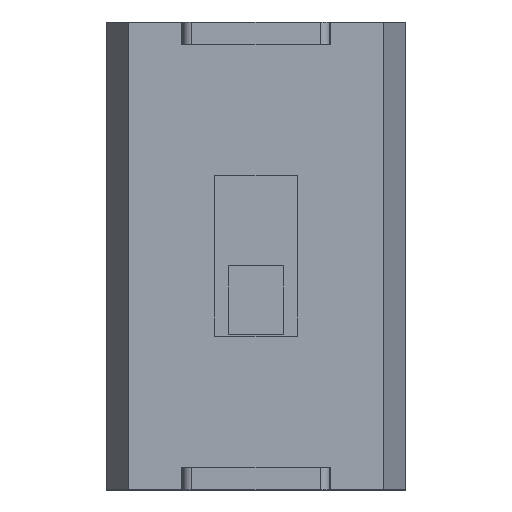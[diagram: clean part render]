
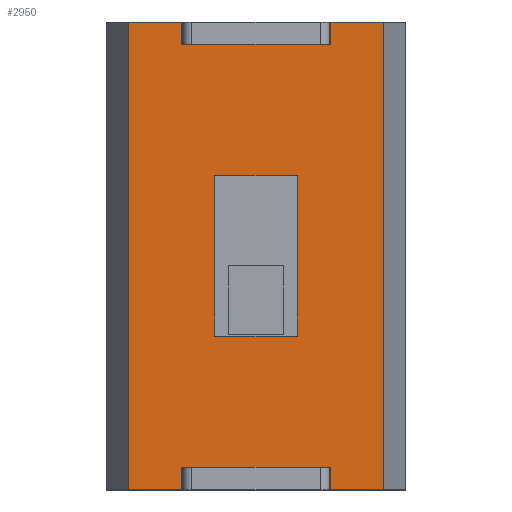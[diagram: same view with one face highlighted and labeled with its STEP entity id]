
A CAD part, top view. The second image highlights one B-rep face of the part: STEP entity #2950.
In plain terms, the highlighted planar face has unit normal (0, 0, 1).
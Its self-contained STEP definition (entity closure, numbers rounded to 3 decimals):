
#254=ORIENTED_EDGE('',*,*,#764,.F.);
#255=ORIENTED_EDGE('',*,*,#762,.F.);
#256=ORIENTED_EDGE('',*,*,#760,.F.);
#257=ORIENTED_EDGE('',*,*,#757,.F.);
#258=ORIENTED_EDGE('',*,*,#708,.T.);
#259=ORIENTED_EDGE('',*,*,#789,.T.);
#260=ORIENTED_EDGE('',*,*,#699,.F.);
#261=ORIENTED_EDGE('',*,*,#790,.F.);
#262=ORIENTED_EDGE('',*,*,#675,.T.);
#263=ORIENTED_EDGE('',*,*,#791,.T.);
#264=ORIENTED_EDGE('',*,*,#792,.T.);
#265=ORIENTED_EDGE('',*,*,#793,.T.);
#266=ORIENTED_EDGE('',*,*,#679,.T.);
#267=ORIENTED_EDGE('',*,*,#794,.T.);
#268=ORIENTED_EDGE('',*,*,#683,.F.);
#269=ORIENTED_EDGE('',*,*,#795,.T.);
#675=EDGE_CURVE('',#965,#967,#1151,.T.);
#679=EDGE_CURVE('',#968,#970,#1155,.T.);
#683=EDGE_CURVE('',#974,#972,#1159,.T.);
#699=EDGE_CURVE('',#988,#986,#1171,.T.);
#708=EDGE_CURVE('',#998,#997,#1178,.T.);
#757=EDGE_CURVE('',#1031,#1032,#1227,.T.);
#760=EDGE_CURVE('',#1032,#1033,#1230,.T.);
#762=EDGE_CURVE('',#1033,#1034,#1232,.T.);
#764=EDGE_CURVE('',#1034,#1031,#1234,.T.);
#789=EDGE_CURVE('',#997,#986,#1259,.T.);
#790=EDGE_CURVE('',#965,#988,#1260,.T.);
#791=EDGE_CURVE('',#967,#1051,#1261,.T.);
#792=EDGE_CURVE('',#1051,#1052,#1262,.T.);
#793=EDGE_CURVE('',#1052,#968,#1263,.T.);
#794=EDGE_CURVE('',#970,#972,#1264,.T.);
#795=EDGE_CURVE('',#974,#998,#1265,.T.);
#965=VERTEX_POINT('',#3807);
#967=VERTEX_POINT('',#3811);
#968=VERTEX_POINT('',#3815);
#970=VERTEX_POINT('',#3819);
#972=VERTEX_POINT('',#3824);
#974=VERTEX_POINT('',#3828);
#986=VERTEX_POINT('',#3856);
#988=VERTEX_POINT('',#3860);
#997=VERTEX_POINT('',#3879);
#998=VERTEX_POINT('',#3881);
#1031=VERTEX_POINT('',#3982);
#1032=VERTEX_POINT('',#3983);
#1033=VERTEX_POINT('',#3988);
#1034=VERTEX_POINT('',#3992);
#1051=VERTEX_POINT('',#4050);
#1052=VERTEX_POINT('',#4052);
#1151=LINE('',#3812,#1431);
#1155=LINE('',#3820,#1435);
#1159=LINE('',#3829,#1439);
#1171=LINE('',#3861,#1451);
#1178=LINE('',#3880,#1458);
#1227=LINE('',#3981,#1507);
#1230=LINE('',#3987,#1510);
#1232=LINE('',#3991,#1512);
#1234=LINE('',#3995,#1514);
#1259=LINE('',#4047,#1539);
#1260=LINE('',#4048,#1540);
#1261=LINE('',#4049,#1541);
#1262=LINE('',#4051,#1542);
#1263=LINE('',#4053,#1543);
#1264=LINE('',#4054,#1544);
#1265=LINE('',#4055,#1545);
#1431=VECTOR('',#3229,1000.);
#1435=VECTOR('',#3235,1000.);
#1439=VECTOR('',#3241,1000.);
#1451=VECTOR('',#3265,1000.);
#1458=VECTOR('',#3278,1000.);
#1507=VECTOR('',#3365,1000.);
#1510=VECTOR('',#3370,1000.);
#1512=VECTOR('',#3374,1000.);
#1514=VECTOR('',#3378,1000.);
#1539=VECTOR('',#3425,1000.);
#1540=VECTOR('',#3426,1000.);
#1541=VECTOR('',#3427,1000.);
#1542=VECTOR('',#3428,1000.);
#1543=VECTOR('',#3429,1000.);
#1544=VECTOR('',#3430,1000.);
#1545=VECTOR('',#3431,1000.);
#1720=EDGE_LOOP('',(#254,#255,#256,#257));
#1721=EDGE_LOOP('',(#258,#259,#260,#261,#262,#263,#264,#265,#266,#267,#268,
#269));
#1850=FACE_BOUND('',#1720,.T.);
#1851=FACE_BOUND('',#1721,.T.);
#1979=PLANE('',#3087);
#2950=ADVANCED_FACE('',(#1850,#1851),#1979,.F.);
#3087=AXIS2_PLACEMENT_3D('',#4046,#3423,#3424);
#3229=DIRECTION('',(-1.,0.,0.));
#3235=DIRECTION('',(-1.,0.,0.));
#3241=DIRECTION('',(-1.,0.,0.));
#3265=DIRECTION('',(-1.,0.,0.));
#3278=DIRECTION('',(1.,0.,0.));
#3365=DIRECTION('',(0.,1.,0.));
#3370=DIRECTION('',(-1.,0.,0.));
#3374=DIRECTION('',(0.,-1.,0.));
#3378=DIRECTION('',(1.,0.,0.));
#3423=DIRECTION('',(0.,0.,-1.));
#3424=DIRECTION('',(-1.,0.,0.));
#3425=DIRECTION('',(0.,-1.,0.));
#3426=DIRECTION('',(0.,-1.,0.));
#3427=DIRECTION('',(0.,-1.,0.));
#3428=DIRECTION('',(-1.,0.,0.));
#3429=DIRECTION('',(0.,1.,0.));
#3430=DIRECTION('',(0.,-1.,0.));
#3431=DIRECTION('',(0.,1.,0.));
#3807=CARTESIAN_POINT('',(2.781,5.1,2.25));
#3811=CARTESIAN_POINT('',(1.625,5.1,2.25));
#3812=CARTESIAN_POINT('',(3.27,5.1,2.25));
#3815=CARTESIAN_POINT('',(-1.625,5.1,2.25));
#3819=CARTESIAN_POINT('',(-2.781,5.1,2.25));
#3820=CARTESIAN_POINT('',(3.27,5.1,2.25));
#3824=CARTESIAN_POINT('',(-2.781,-5.1,2.25));
#3828=CARTESIAN_POINT('',(-1.625,-5.1,2.25));
#3829=CARTESIAN_POINT('',(3.27,-5.1,2.25));
#3856=CARTESIAN_POINT('',(1.625,-5.1,2.25));
#3860=CARTESIAN_POINT('',(2.781,-5.1,2.25));
#3861=CARTESIAN_POINT('',(3.27,-5.1,2.25));
#3879=CARTESIAN_POINT('',(1.625,-4.615,2.25));
#3880=CARTESIAN_POINT('',(1.625,-4.615,2.25));
#3881=CARTESIAN_POINT('',(-1.625,-4.615,2.25));
#3981=CARTESIAN_POINT('',(0.9,-1.75,2.25));
#3982=CARTESIAN_POINT('',(0.9,-1.75,2.25));
#3983=CARTESIAN_POINT('',(0.9,1.75,2.25));
#3987=CARTESIAN_POINT('',(0.9,1.75,2.25));
#3988=CARTESIAN_POINT('',(-0.9,1.75,2.25));
#3991=CARTESIAN_POINT('',(-0.9,1.75,2.25));
#3992=CARTESIAN_POINT('',(-0.9,-1.75,2.25));
#3995=CARTESIAN_POINT('',(-0.9,-1.75,2.25));
#4046=CARTESIAN_POINT('',(3.27,5.1,2.25));
#4047=CARTESIAN_POINT('',(1.625,-5.1,2.25));
#4048=CARTESIAN_POINT('',(2.781,12.053,2.25));
#4049=CARTESIAN_POINT('',(1.625,5.1,2.25));
#4050=CARTESIAN_POINT('',(1.625,4.615,2.25));
#4051=CARTESIAN_POINT('',(-1.625,4.615,2.25));
#4052=CARTESIAN_POINT('',(-1.625,4.615,2.25));
#4053=CARTESIAN_POINT('',(-1.625,5.1,2.25));
#4054=CARTESIAN_POINT('',(-2.781,12.053,2.25));
#4055=CARTESIAN_POINT('',(-1.625,-5.1,2.25));
